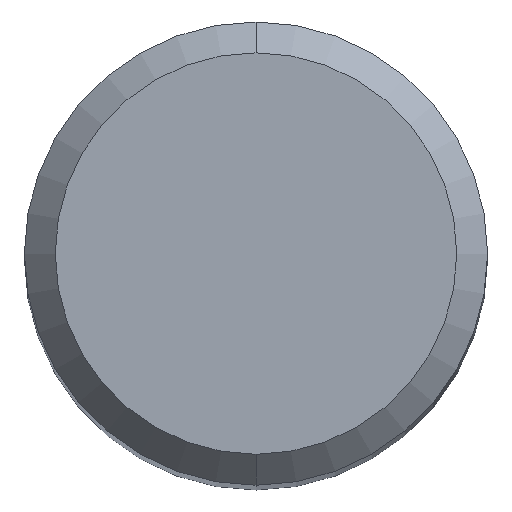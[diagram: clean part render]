
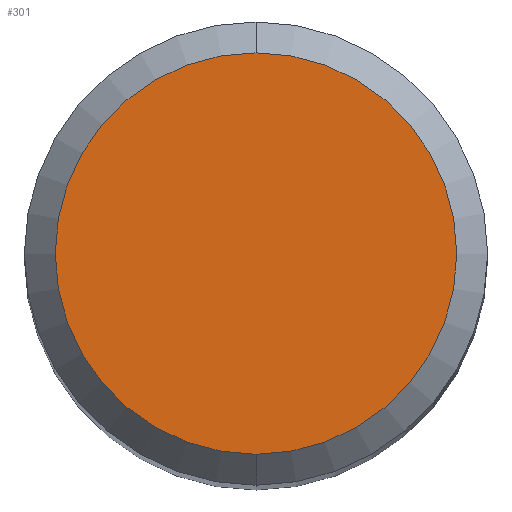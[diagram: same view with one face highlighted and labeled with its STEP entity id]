
A CAD part, top view. The second image highlights one B-rep face of the part: STEP entity #301.
In plain terms, the highlighted planar face has unit normal (0, 0, 1).
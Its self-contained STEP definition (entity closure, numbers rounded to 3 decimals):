
#193=VERTEX_POINT('',#508);
#235=EDGE_CURVE('',#193,#473,#554,.T.);
#301=ADVANCED_FACE('',(#630),#631,.T.);
#303=EDGE_CURVE('',#473,#193,#633,.T.);
#473=VERTEX_POINT('',#821);
#508=CARTESIAN_POINT('',(0.,-2.6,0.0));
#554=CIRCLE('',#939,2.6);
#630=FACE_OUTER_BOUND('',#1090,.T.);
#631=PLANE('',#1091);
#633=CIRCLE('',#1094,2.6);
#821=CARTESIAN_POINT('',(0.0,2.6,0.0));
#939=AXIS2_PLACEMENT_3D('',#1533,#1534,#1535);
#1090=EDGE_LOOP('',(#1644,#1645));
#1091=AXIS2_PLACEMENT_3D('',#1646,#1647,#1648);
#1094=AXIS2_PLACEMENT_3D('',#1649,#1650,#1651);
#1533=CARTESIAN_POINT('',(0.0,0.0,0.0));
#1534=DIRECTION('',(0.0,0.0,-1.0));
#1535=DIRECTION('',(0.0,1.0,0.0));
#1644=ORIENTED_EDGE('',*,*,#303,.F.);
#1645=ORIENTED_EDGE('',*,*,#235,.F.);
#1646=CARTESIAN_POINT('',(0.0,1.3,0.0));
#1647=DIRECTION('',(-0.0,0.0,1.0));
#1648=DIRECTION('',(0.0,-1.0,0.0));
#1649=CARTESIAN_POINT('',(0.0,0.0,0.0));
#1650=DIRECTION('',(0.0,0.0,-1.0));
#1651=DIRECTION('',(0.0,1.0,0.0));
